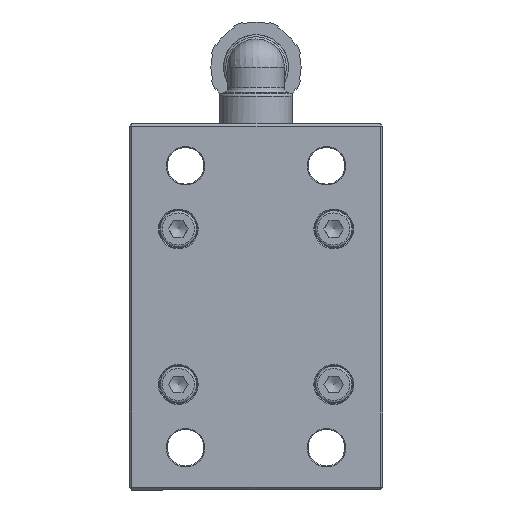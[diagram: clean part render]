
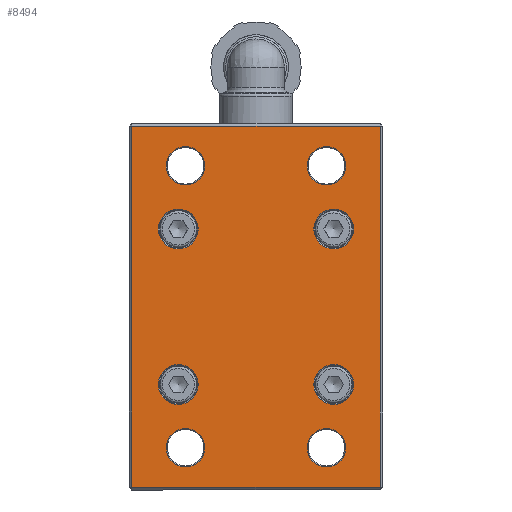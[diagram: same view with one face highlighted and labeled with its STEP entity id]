
A CAD part, left-side view. The second image highlights one B-rep face of the part: STEP entity #8494.
In plain terms, the highlighted planar face has unit normal (-1, 0, 0).
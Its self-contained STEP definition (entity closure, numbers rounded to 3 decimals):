
#8363=CARTESIAN_POINT('',(-172.,27.577,34.627));
#8364=VERTEX_POINT('',#8363);
#8365=CARTESIAN_POINT('',(-172.,27.577,27.577));
#8366=DIRECTION('',(-1.0,0.0,0.0));
#8367=DIRECTION('',(0.0,0.0,-1.0));
#8368=AXIS2_PLACEMENT_3D('',#8365,#8366,#8367);
#8369=CIRCLE('',#8368,7.05);
#8370=EDGE_CURVE('',#8364,#8364,#8369,.T.);
#8375=CARTESIAN_POINT('',(-172.,0.,0.));
#8376=DIRECTION('',(-1.0,0.0,0.0));
#8377=DIRECTION('',(0.0,0.0,1.0));
#8378=AXIS2_PLACEMENT_3D('',#8375,#8376,#8377);
#8379=PLANE('',#8378);
#8380=CARTESIAN_POINT('',(-172.,-44.,64.));
#8381=VERTEX_POINT('',#8380);
#8382=CARTESIAN_POINT('',(-172.,-44.,-64.));
#8383=VERTEX_POINT('',#8382);
#8384=CARTESIAN_POINT('',(-172.,-44.,64.));
#8385=DIRECTION('',(0.0,0.0,-1.0));
#8386=VECTOR('',#8385,128.);
#8387=LINE('',#8384,#8386);
#8388=EDGE_CURVE('',#8381,#8383,#8387,.T.);
#8389=ORIENTED_EDGE('',*,*,#8388,.F.);
#8390=CARTESIAN_POINT('',(-172.,44.,64.));
#8391=VERTEX_POINT('',#8390);
#8392=CARTESIAN_POINT('',(-172.,44.,64.));
#8393=DIRECTION('',(0.0,-1.0,0.0));
#8394=VECTOR('',#8393,88.);
#8395=LINE('',#8392,#8394);
#8396=EDGE_CURVE('',#8391,#8381,#8395,.T.);
#8397=ORIENTED_EDGE('',*,*,#8396,.F.);
#8398=CARTESIAN_POINT('',(-172.,44.,-64.));
#8399=VERTEX_POINT('',#8398);
#8400=CARTESIAN_POINT('',(-172.,44.,-64.));
#8401=DIRECTION('',(0.0,0.0,1.0));
#8402=VECTOR('',#8401,128.);
#8403=LINE('',#8400,#8402);
#8404=EDGE_CURVE('',#8399,#8391,#8403,.T.);
#8405=ORIENTED_EDGE('',*,*,#8404,.F.);
#8406=CARTESIAN_POINT('',(-172.,-44.,-64.));
#8407=DIRECTION('',(0.0,1.0,0.0));
#8408=VECTOR('',#8407,88.0);
#8409=LINE('',#8406,#8408);
#8410=EDGE_CURVE('',#8383,#8399,#8409,.T.);
#8411=ORIENTED_EDGE('',*,*,#8410,.F.);
#8412=EDGE_LOOP('',(#8389,#8397,#8405,#8411));
#8413=FACE_OUTER_BOUND('',#8412,.T.);
#8414=CARTESIAN_POINT('',(-172.,-27.577,-20.527));
#8415=VERTEX_POINT('',#8414);
#8416=CARTESIAN_POINT('',(-172.,-27.577,-27.577));
#8417=DIRECTION('',(-1.0,0.0,0.0));
#8418=DIRECTION('',(0.0,0.0,-1.0));
#8419=AXIS2_PLACEMENT_3D('',#8416,#8417,#8418);
#8420=CIRCLE('',#8419,7.05);
#8421=EDGE_CURVE('',#8415,#8415,#8420,.T.);
#8422=ORIENTED_EDGE('',*,*,#8421,.F.);
#8423=EDGE_LOOP('',(#8422));
#8424=FACE_BOUND('',#8423,.T.);
#8425=CARTESIAN_POINT('',(-172.,27.577,-20.527));
#8426=VERTEX_POINT('',#8425);
#8427=CARTESIAN_POINT('',(-172.,27.577,-27.577));
#8428=DIRECTION('',(-1.0,0.0,0.0));
#8429=DIRECTION('',(0.0,0.0,-1.0));
#8430=AXIS2_PLACEMENT_3D('',#8427,#8428,#8429);
#8431=CIRCLE('',#8430,7.05);
#8432=EDGE_CURVE('',#8426,#8426,#8431,.T.);
#8433=ORIENTED_EDGE('',*,*,#8432,.F.);
#8434=EDGE_LOOP('',(#8433));
#8435=FACE_BOUND('',#8434,.T.);
#8436=CARTESIAN_POINT('',(-172.,-27.577,34.627));
#8437=VERTEX_POINT('',#8436);
#8438=CARTESIAN_POINT('',(-172.,-27.577,27.577));
#8439=DIRECTION('',(-1.0,0.0,0.0));
#8440=DIRECTION('',(0.0,0.0,-1.0));
#8441=AXIS2_PLACEMENT_3D('',#8438,#8439,#8440);
#8442=CIRCLE('',#8441,7.05);
#8443=EDGE_CURVE('',#8437,#8437,#8442,.T.);
#8444=ORIENTED_EDGE('',*,*,#8443,.F.);
#8445=EDGE_LOOP('',(#8444));
#8446=FACE_BOUND('',#8445,.T.);
#8447=CARTESIAN_POINT('',(-172.,-25.,-43.2));
#8448=VERTEX_POINT('',#8447);
#8449=CARTESIAN_POINT('',(-172.,-25.,-50.));
#8450=DIRECTION('',(-1.0,0.0,0.0));
#8451=DIRECTION('',(0.0,0.0,-1.0));
#8452=AXIS2_PLACEMENT_3D('',#8449,#8450,#8451);
#8453=CIRCLE('',#8452,6.8);
#8454=EDGE_CURVE('',#8448,#8448,#8453,.T.);
#8455=ORIENTED_EDGE('',*,*,#8454,.F.);
#8456=EDGE_LOOP('',(#8455));
#8457=FACE_BOUND('',#8456,.T.);
#8458=CARTESIAN_POINT('',(-172.,25.,56.8));
#8459=VERTEX_POINT('',#8458);
#8460=CARTESIAN_POINT('',(-172.,25.,50.));
#8461=DIRECTION('',(-1.0,0.0,0.0));
#8462=DIRECTION('',(0.0,0.0,-1.0));
#8463=AXIS2_PLACEMENT_3D('',#8460,#8461,#8462);
#8464=CIRCLE('',#8463,6.8);
#8465=EDGE_CURVE('',#8459,#8459,#8464,.T.);
#8466=ORIENTED_EDGE('',*,*,#8465,.F.);
#8467=EDGE_LOOP('',(#8466));
#8468=FACE_BOUND('',#8467,.T.);
#8469=CARTESIAN_POINT('',(-172.,25.,-43.2));
#8470=VERTEX_POINT('',#8469);
#8471=CARTESIAN_POINT('',(-172.,25.,-50.));
#8472=DIRECTION('',(-1.0,0.0,0.0));
#8473=DIRECTION('',(0.0,0.0,-1.0));
#8474=AXIS2_PLACEMENT_3D('',#8471,#8472,#8473);
#8475=CIRCLE('',#8474,6.8);
#8476=EDGE_CURVE('',#8470,#8470,#8475,.T.);
#8477=ORIENTED_EDGE('',*,*,#8476,.F.);
#8478=EDGE_LOOP('',(#8477));
#8479=FACE_BOUND('',#8478,.T.);
#8480=CARTESIAN_POINT('',(-172.,-25.,56.8));
#8481=VERTEX_POINT('',#8480);
#8482=CARTESIAN_POINT('',(-172.,-25.,50.));
#8483=DIRECTION('',(-1.0,0.0,0.0));
#8484=DIRECTION('',(0.0,0.0,-1.0));
#8485=AXIS2_PLACEMENT_3D('',#8482,#8483,#8484);
#8486=CIRCLE('',#8485,6.8);
#8487=EDGE_CURVE('',#8481,#8481,#8486,.T.);
#8488=ORIENTED_EDGE('',*,*,#8487,.F.);
#8489=EDGE_LOOP('',(#8488));
#8490=FACE_BOUND('',#8489,.T.);
#8491=ORIENTED_EDGE('',*,*,#8370,.F.);
#8492=EDGE_LOOP('',(#8491));
#8493=FACE_BOUND('',#8492,.T.);
#8494=ADVANCED_FACE('',(#8413,#8424,#8435,#8446,#8457,#8468,#8479,#8490,#8493),#8379,.T.);
